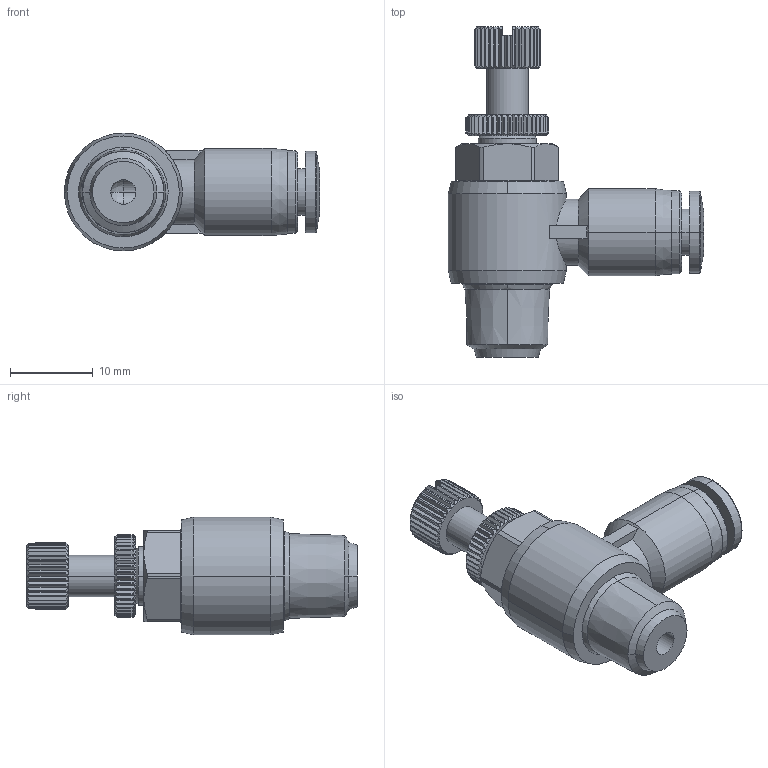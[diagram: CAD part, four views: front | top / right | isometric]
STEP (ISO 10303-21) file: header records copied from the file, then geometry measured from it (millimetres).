
FILE_DESCRIPTION (( 'STEP AP214' ), '1' );
FILE_NAME ('FVS532-18N.step', '2016-02-24T20:37:54', ( '' ), ( '' ), 'SwSTEP 2.0', 'SolidWorks 2015', '' );
FILE_SCHEMA (( 'AUTOMOTIVE_DESIGN' ));
Length unit declared in the file: inch
Products named in the file (1): FVS532-18N
Bounding box: 30.75 x 39.8 x 14.2 mm (x, y, z)
Volume: 4509.1 mm3; surface area: 2854.1 mm2
Topology: 1 solids, 1 shells, 505 faces, 1132 edges, 637 vertices
Faces by surface type: plane 199, cone 186, cylinder 112, bspline 8
Entity records: 20786 total; most frequent: CARTESIAN_POINT 3471, ORIENTED_EDGE 2260, DIRECTION 2229, EDGE_CURVE 1130, AXIS2_PLACEMENT_3D 943, VERTEX_POINT 637, EDGE_LOOP 517, LENGTH_MEASURE_WITH_UNIT 508
